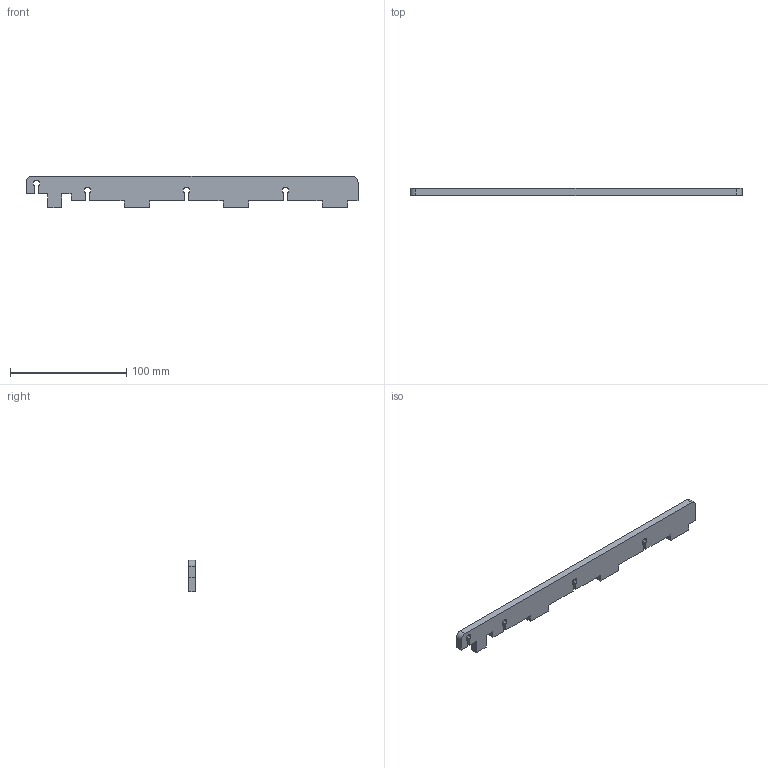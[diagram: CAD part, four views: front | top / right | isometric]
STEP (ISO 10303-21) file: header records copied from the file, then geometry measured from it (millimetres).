
FILE_DESCRIPTION(('none'),'2,1');
FILE_NAME('','Thu Jan 05 19:45:00 2017',('Unknown author'),(''),'HOOPS Exchange','Windows','Unknown authorisation');
FILE_SCHEMA( ('AUTOMOTIVE_DESIGN { 1 0 10303 214 1 1 1 1 }') );
Length unit declared in the file: millimetre
Products named in the file (2): refuerzosv4-2; Predeterminado
Assembly tree (1 placements, depth 2):
  refuerzosv4-2
    Predeterminado
Bounding box: 285 x 6 x 27 mm (x, y, z)
Volume: 36595.3 mm3; surface area: 16808 mm2
Topology: 1 solids, 1 shells, 74 faces, 216 edges, 144 vertices
Faces by surface type: plane 52, cylinder 22
Entity records: 4873 total; most frequent: CARTESIAN_POINT 1365, DEFINITIONAL_REPRESENTATION 432, PCURVE 432, ORIENTED_EDGE 432, DIRECTION 414, B_SPLINE_CURVE_WITH_KNOTS 388, INTERSECTION_CURVE 216, EDGE_CURVE 216
